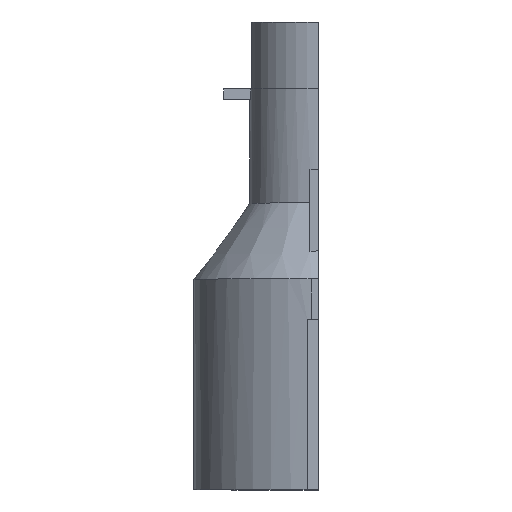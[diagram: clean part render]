
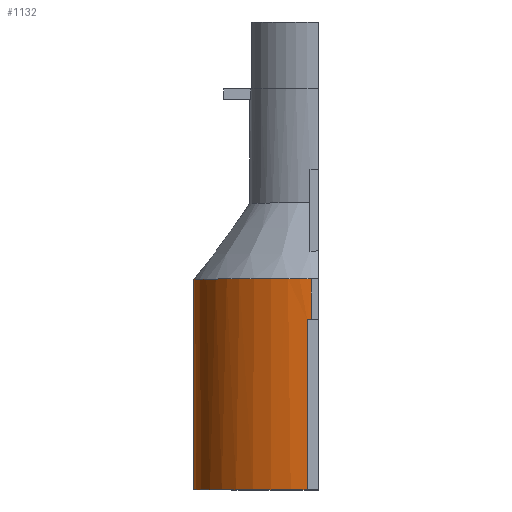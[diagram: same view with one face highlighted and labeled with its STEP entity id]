
A CAD part, left-side view. The second image highlights one B-rep face of the part: STEP entity #1132.
In plain terms, the highlighted cylindrical face has radius 28.005 mm (diameter 56.01 mm), a partial arc.
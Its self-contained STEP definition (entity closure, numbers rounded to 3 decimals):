
#41=CYLINDRICAL_SURFACE('',#1230,28.005);
#83=CIRCLE('',#1203,28.005);
#84=CIRCLE('',#1205,28.005);
#90=CIRCLE('',#1214,28.005);
#137=FACE_OUTER_BOUND('',#205,.T.);
#205=EDGE_LOOP('',(#927,#928,#929,#930,#931,#932,#933));
#251=B_SPLINE_CURVE_WITH_KNOTS('',3,(#1891,#1892,#1893,#1894,#1895,#1896,
#1897,#1898,#1899,#1900,#1901,#1902,#1903,#1904,#1905,#1906,#1907,#1908),
 .UNSPECIFIED.,.F.,.F.,(4,2,2,2,2,2,2,2,4),(4.274,4.756,
5.282,5.809,6.336,6.862,7.388,
7.914,8.282),.UNSPECIFIED.);
#327=LINE('',#1885,#420);
#344=LINE('',#2423,#437);
#345=LINE('',#2424,#438);
#420=VECTOR('',#1406,10.);
#437=VECTOR('',#1453,10.);
#438=VECTOR('',#1454,10.);
#512=VERTEX_POINT('',#1803);
#513=VERTEX_POINT('',#1805);
#515=VERTEX_POINT('',#1811);
#527=VERTEX_POINT('',#1875);
#528=VERTEX_POINT('',#1877);
#529=VERTEX_POINT('',#1881);
#530=VERTEX_POINT('',#1887);
#632=EDGE_CURVE('',#512,#513,#83,.T.);
#636=EDGE_CURVE('',#512,#515,#84,.T.);
#652=EDGE_CURVE('',#528,#527,#90,.T.);
#655=EDGE_CURVE('',#529,#527,#327,.T.);
#657=EDGE_CURVE('',#530,#529,#251,.T.);
#697=EDGE_CURVE('',#515,#528,#344,.T.);
#698=EDGE_CURVE('',#513,#530,#345,.T.);
#927=ORIENTED_EDGE('',*,*,#636,.T.);
#928=ORIENTED_EDGE('',*,*,#697,.T.);
#929=ORIENTED_EDGE('',*,*,#652,.T.);
#930=ORIENTED_EDGE('',*,*,#655,.F.);
#931=ORIENTED_EDGE('',*,*,#657,.F.);
#932=ORIENTED_EDGE('',*,*,#698,.F.);
#933=ORIENTED_EDGE('',*,*,#632,.F.);
#1132=ADVANCED_FACE('',(#137),#41,.T.);
#1203=AXIS2_PLACEMENT_3D('',#1806,#1367,#1368);
#1205=AXIS2_PLACEMENT_3D('',#1813,#1374,#1375);
#1214=AXIS2_PLACEMENT_3D('',#1878,#1401,#1402);
#1230=AXIS2_PLACEMENT_3D('',#2422,#1451,#1452);
#1367=DIRECTION('center_axis',(1.,0.,0.));
#1368=DIRECTION('ref_axis',(0.,0.,1.));
#1374=DIRECTION('center_axis',(1.,0.,0.));
#1375=DIRECTION('ref_axis',(0.,0.,1.));
#1401=DIRECTION('center_axis',(-1.,0.,0.));
#1402=DIRECTION('ref_axis',(0.,0.,1.));
#1406=DIRECTION('',(1.,0.,0.));
#1451=DIRECTION('center_axis',(-1.,0.,0.));
#1452=DIRECTION('ref_axis',(0.,0.,1.));
#1453=DIRECTION('',(-1.,0.,0.));
#1454=DIRECTION('',(-1.,0.,0.));
#1803=CARTESIAN_POINT('',(35.,1.593,-1.));
#1805=CARTESIAN_POINT('',(35.,28.,26.42));
#1806=CARTESIAN_POINT('Origin',(35.,0.,26.96));
#1811=CARTESIAN_POINT('',(35.,2.507,-0.933));
#1813=CARTESIAN_POINT('Origin',(35.,0.,26.96));
#1875=CARTESIAN_POINT('',(-3.356,1.593,-1.));
#1877=CARTESIAN_POINT('',(-3.356,2.507,-0.933));
#1878=CARTESIAN_POINT('Origin',(-3.356,0.,
26.96));
#1881=CARTESIAN_POINT('',(-12.498,1.593,-1.));
#1885=CARTESIAN_POINT('',(35.,1.593,-1.));
#1887=CARTESIAN_POINT('',(-12.376,28.,26.42));
#1891=CARTESIAN_POINT('Ctrl Pts',(-12.376,28.,26.42));
#1892=CARTESIAN_POINT('Ctrl Pts',(-12.383,27.969,24.804));
#1893=CARTESIAN_POINT('Ctrl Pts',(-12.391,27.795,23.144));
#1894=CARTESIAN_POINT('Ctrl Pts',(-12.406,27.107,19.687));
#1895=CARTESIAN_POINT('Ctrl Pts',(-12.414,26.562,17.892));
#1896=CARTESIAN_POINT('Ctrl Pts',(-12.429,25.125,14.45));
#1897=CARTESIAN_POINT('Ctrl Pts',(-12.437,24.232,12.801));
#1898=CARTESIAN_POINT('Ctrl Pts',(-12.45,22.17,9.751));
#1899=CARTESIAN_POINT('Ctrl Pts',(-12.456,21.002,8.351));
#1900=CARTESIAN_POINT('Ctrl Pts',(-12.467,18.515,5.875));
#1901=CARTESIAN_POINT('Ctrl Pts',(-12.472,17.112,4.715));
#1902=CARTESIAN_POINT('Ctrl Pts',(-12.481,14.059,2.67));
#1903=CARTESIAN_POINT('Ctrl Pts',(-12.485,12.408,1.785));
#1904=CARTESIAN_POINT('Ctrl Pts',(-12.492,8.967,0.364));
#1905=CARTESIAN_POINT('Ctrl Pts',(-12.494,7.173,-0.174));
#1906=CARTESIAN_POINT('Ctrl Pts',(-12.497,4.107,-0.772));
#1907=CARTESIAN_POINT('Ctrl Pts',(-12.497,2.84,-0.929));
#1908=CARTESIAN_POINT('Ctrl Pts',(-12.498,1.593,-1.));
#2422=CARTESIAN_POINT('Origin',(35.,0.,26.96));
#2423=CARTESIAN_POINT('',(35.,2.507,-0.933));
#2424=CARTESIAN_POINT('',(35.,28.,26.42));
